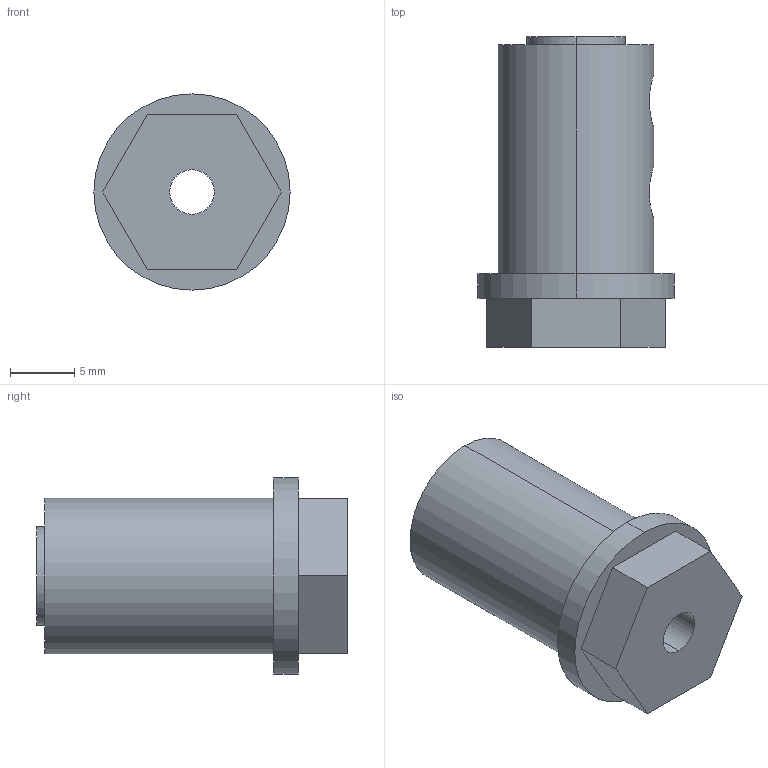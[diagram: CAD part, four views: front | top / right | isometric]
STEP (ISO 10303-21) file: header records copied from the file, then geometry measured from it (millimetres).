
FILE_DESCRIPTION (( 'STEP AP203' ), '1' );
FILE_NAME ('545652.STEP', '2014-07-11T18:18:15', ( 'Kyle' ), ( 'Microsoft' ), 'SwSTEP 2.0', 'SolidWorks 2014', '' );
FILE_SCHEMA (( 'CONFIG_CONTROL_DESIGN' ));
Length unit declared in the file: inch
Products named in the file (1): 545652
Bounding box: 15.24 x 24.13 x 15.24 mm (x, y, z)
Volume: 2283.4 mm3; surface area: 1692.1 mm2
Topology: 1 solids, 1 shells, 27 faces, 62 edges, 40 vertices
Faces by surface type: cylinder 14, plane 11, cone 2
Entity records: 1075 total; most frequent: CARTESIAN_POINT 366, DIRECTION 130, ORIENTED_EDGE 124, EDGE_CURVE 62, AXIS2_PLACEMENT_3D 48, VERTEX_POINT 40, EDGE_LOOP 36, LINE 34
